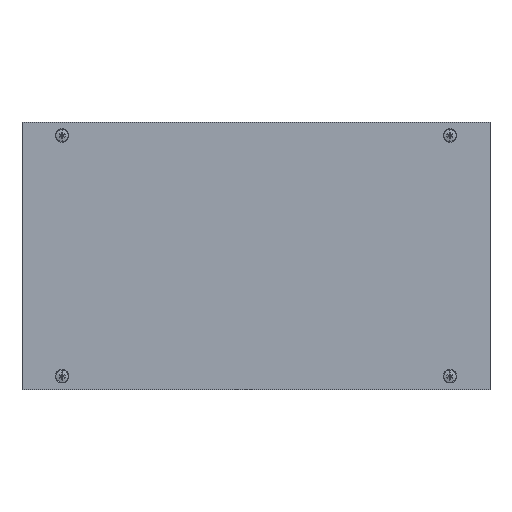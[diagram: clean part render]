
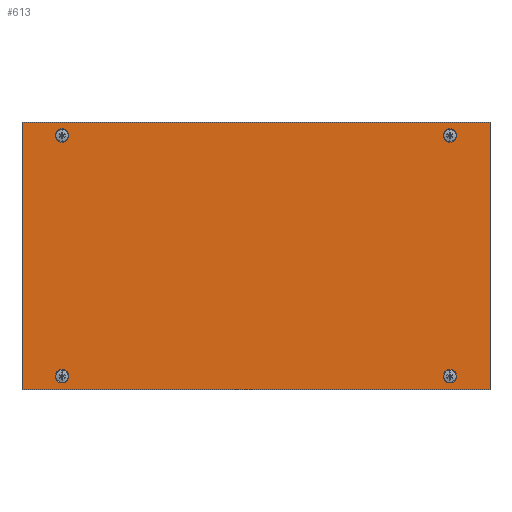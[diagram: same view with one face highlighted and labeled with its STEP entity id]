
A CAD part, top view. The second image highlights one B-rep face of the part: STEP entity #613.
In plain terms, the highlighted planar face has unit normal (0, 0, 1).
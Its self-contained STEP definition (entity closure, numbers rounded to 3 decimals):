
#160 = CARTESIAN_POINT ( 'NONE',  ( 315., 10., 0. ) ) ;
#452 = CARTESIAN_POINT ( 'NONE',  ( 30., 10., 0. ) ) ;
#519 = EDGE_CURVE ( 'NONE', #1499, #10090, #10105, .T. ) ;
#613 = ADVANCED_FACE ( 'NONE', ( #8932, #15325, #1329, #11448, #15393 ), #15481, .F. ) ;
#738 = EDGE_LOOP ( 'NONE', ( #4927, #9947 ) ) ;
#958 = EDGE_CURVE ( 'NONE', #4223, #10604, #12478, .T. ) ;
#1163 = CARTESIAN_POINT ( 'NONE',  ( 30., 190., 0. ) ) ;
#1329 = FACE_BOUND ( 'NONE', #8557, .T. ) ;
#1412 = VERTEX_POINT ( 'NONE', #1416 ) ;
#1416 = CARTESIAN_POINT ( 'NONE',  ( 35., 10., 0. ) ) ;
#1490 = DIRECTION ( 'NONE',  ( 0., 0., 1. ) ) ;
#1499 = VERTEX_POINT ( 'NONE', #5547 ) ;
#1591 = EDGE_LOOP ( 'NONE', ( #4142, #4417 ) ) ;
#1594 = CARTESIAN_POINT ( 'NONE',  ( 320., 190., 0. ) ) ;
#1685 = DIRECTION ( 'NONE',  ( 0., -1., 0. ) ) ;
#1958 = EDGE_CURVE ( 'NONE', #10759, #6153, #8580, .T. ) ;
#2307 = VECTOR ( 'NONE', #5943, 1000. ) ;
#2802 = ORIENTED_EDGE ( 'NONE', *, *, #4232, .T. ) ;
#2826 = CIRCLE ( 'NONE', #10307, 5. ) ;
#3496 = AXIS2_PLACEMENT_3D ( 'NONE', #6674, #11531, #9098 ) ;
#3931 = EDGE_CURVE ( 'NONE', #14978, #1412, #2826, .T. ) ;
#4065 = DIRECTION ( 'NONE',  ( 1., 0., 0. ) ) ;
#4142 = ORIENTED_EDGE ( 'NONE', *, *, #15301, .F. ) ;
#4152 = DIRECTION ( 'NONE',  ( 1., 0., 0. ) ) ;
#4201 = AXIS2_PLACEMENT_3D ( 'NONE', #6981, #4354, #12104 ) ;
#4223 = VERTEX_POINT ( 'NONE', #4334 ) ;
#4232 = EDGE_CURVE ( 'NONE', #10090, #10759, #8032, .T. ) ;
#4259 = CIRCLE ( 'NONE', #12869, 5. ) ;
#4334 = CARTESIAN_POINT ( 'NONE',  ( 35., 190., 0. ) ) ;
#4354 = DIRECTION ( 'NONE',  ( 0., 0., 1. ) ) ;
#4417 = ORIENTED_EDGE ( 'NONE', *, *, #3931, .F. ) ;
#4593 = ORIENTED_EDGE ( 'NONE', *, *, #519, .T. ) ;
#4912 = CARTESIAN_POINT ( 'NONE',  ( 0., 0., 0. ) ) ;
#4927 = ORIENTED_EDGE ( 'NONE', *, *, #7374, .F. ) ;
#5074 = DIRECTION ( 'NONE',  ( 1., 0., 0. ) ) ;
#5296 = CARTESIAN_POINT ( 'NONE',  ( 25., 10., 0. ) ) ;
#5347 = AXIS2_PLACEMENT_3D ( 'NONE', #1594, #11645, #11821 ) ;
#5449 = DIRECTION ( 'NONE',  ( 1., 0., 0. ) ) ;
#5547 = CARTESIAN_POINT ( 'NONE',  ( 350., 200., 0. ) ) ;
#5915 = CARTESIAN_POINT ( 'NONE',  ( 25., 190., 0. ) ) ;
#5941 = VERTEX_POINT ( 'NONE', #9544 ) ;
#5943 = DIRECTION ( 'NONE',  ( 1., 0., 0. ) ) ;
#6050 = CIRCLE ( 'NONE', #13318, 5. ) ;
#6153 = VERTEX_POINT ( 'NONE', #8658 ) ;
#6396 = CARTESIAN_POINT ( 'NONE',  ( 350., 0., 0. ) ) ;
#6425 = CARTESIAN_POINT ( 'NONE',  ( 320., 10., 0. ) ) ;
#6652 = DIRECTION ( 'NONE',  ( 0., 1., 0. ) ) ;
#6674 = CARTESIAN_POINT ( 'NONE',  ( 0., 0., 0. ) ) ;
#6981 = CARTESIAN_POINT ( 'NONE',  ( 320., 190., 0. ) ) ;
#7005 = CARTESIAN_POINT ( 'NONE',  ( 325., 190., 0. ) ) ;
#7275 = CARTESIAN_POINT ( 'NONE',  ( 0., 200., 0. ) ) ;
#7342 = CIRCLE ( 'NONE', #13248, 5. ) ;
#7369 = AXIS2_PLACEMENT_3D ( 'NONE', #8224, #9319, #5449 ) ;
#7374 = EDGE_CURVE ( 'NONE', #14705, #5941, #12613, .T. ) ;
#7543 = EDGE_CURVE ( 'NONE', #8022, #8536, #4259, .T. ) ;
#8022 = VERTEX_POINT ( 'NONE', #15769 ) ;
#8032 = LINE ( 'NONE', #13181, #11017 ) ;
#8043 = CARTESIAN_POINT ( 'NONE',  ( 30., 10., 0. ) ) ;
#8224 = CARTESIAN_POINT ( 'NONE',  ( 30., 190., 0. ) ) ;
#8536 = VERTEX_POINT ( 'NONE', #160 ) ;
#8557 = EDGE_LOOP ( 'NONE', ( #16377, #14446 ) ) ;
#8580 = LINE ( 'NONE', #13633, #2307 ) ;
#8658 = CARTESIAN_POINT ( 'NONE',  ( 350., 0., 0. ) ) ;
#8741 = ORIENTED_EDGE ( 'NONE', *, *, #1958, .T. ) ;
#8844 = CIRCLE ( 'NONE', #15289, 5. ) ;
#8932 = FACE_BOUND ( 'NONE', #12781, .T. ) ;
#9098 = DIRECTION ( 'NONE',  ( -1., 0., 0. ) ) ;
#9319 = DIRECTION ( 'NONE',  ( 0., 0., 1. ) ) ;
#9394 = DIRECTION ( 'NONE',  ( 1., 0., 0. ) ) ;
#9544 = CARTESIAN_POINT ( 'NONE',  ( 315., 190., 0. ) ) ;
#9947 = ORIENTED_EDGE ( 'NONE', *, *, #10356, .F. ) ;
#10090 = VERTEX_POINT ( 'NONE', #12453 ) ;
#10105 = LINE ( 'NONE', #7275, #16119 ) ;
#10307 = AXIS2_PLACEMENT_3D ( 'NONE', #452, #15771, #9394 ) ;
#10356 = EDGE_CURVE ( 'NONE', #5941, #14705, #13884, .T. ) ;
#10519 = CARTESIAN_POINT ( 'NONE',  ( 320., 10., 0. ) ) ;
#10604 = VERTEX_POINT ( 'NONE', #5915 ) ;
#10759 = VERTEX_POINT ( 'NONE', #4912 ) ;
#10861 = VECTOR ( 'NONE', #6652, 1000. ) ;
#11017 = VECTOR ( 'NONE', #1685, 1000. ) ;
#11108 = DIRECTION ( 'NONE',  ( -1., 0., 0. ) ) ;
#11245 = ORIENTED_EDGE ( 'NONE', *, *, #7543, .F. ) ;
#11448 = FACE_BOUND ( 'NONE', #1591, .T. ) ;
#11531 = DIRECTION ( 'NONE',  ( 0., 0., -1. ) ) ;
#11645 = DIRECTION ( 'NONE',  ( 0., 0., 1. ) ) ;
#11821 = DIRECTION ( 'NONE',  ( 1., 0., 0. ) ) ;
#12104 = DIRECTION ( 'NONE',  ( 1., 0., 0. ) ) ;
#12453 = CARTESIAN_POINT ( 'NONE',  ( 0., 200., 0. ) ) ;
#12478 = CIRCLE ( 'NONE', #7369, 5. ) ;
#12569 = EDGE_CURVE ( 'NONE', #8536, #8022, #8844, .T. ) ;
#12613 = CIRCLE ( 'NONE', #5347, 5. ) ;
#12703 = ORIENTED_EDGE ( 'NONE', *, *, #14930, .T. ) ;
#12781 = EDGE_LOOP ( 'NONE', ( #11245, #15762 ) ) ;
#12869 = AXIS2_PLACEMENT_3D ( 'NONE', #6425, #15400, #5074 ) ;
#13181 = CARTESIAN_POINT ( 'NONE',  ( 0., 0., 0. ) ) ;
#13248 = AXIS2_PLACEMENT_3D ( 'NONE', #1163, #1490, #4065 ) ;
#13318 = AXIS2_PLACEMENT_3D ( 'NONE', #8043, #15920, #15845 ) ;
#13516 = EDGE_CURVE ( 'NONE', #10604, #4223, #7342, .T. ) ;
#13633 = CARTESIAN_POINT ( 'NONE',  ( 0., 0., 0. ) ) ;
#13884 = CIRCLE ( 'NONE', #4201, 5. ) ;
#13889 = EDGE_LOOP ( 'NONE', ( #12703, #4593, #2802, #8741 ) ) ;
#14446 = ORIENTED_EDGE ( 'NONE', *, *, #13516, .F. ) ;
#14705 = VERTEX_POINT ( 'NONE', #7005 ) ;
#14930 = EDGE_CURVE ( 'NONE', #6153, #1499, #15544, .T. ) ;
#14978 = VERTEX_POINT ( 'NONE', #5296 ) ;
#15289 = AXIS2_PLACEMENT_3D ( 'NONE', #10519, #15653, #4152 ) ;
#15301 = EDGE_CURVE ( 'NONE', #1412, #14978, #6050, .T. ) ;
#15325 = FACE_BOUND ( 'NONE', #738, .T. ) ;
#15393 = FACE_OUTER_BOUND ( 'NONE', #13889, .T. ) ;
#15400 = DIRECTION ( 'NONE',  ( 0., 0., 1. ) ) ;
#15481 = PLANE ( 'NONE',  #3496 ) ;
#15544 = LINE ( 'NONE', #6396, #10861 ) ;
#15653 = DIRECTION ( 'NONE',  ( 0., 0., 1. ) ) ;
#15762 = ORIENTED_EDGE ( 'NONE', *, *, #12569, .F. ) ;
#15769 = CARTESIAN_POINT ( 'NONE',  ( 325., 10., 0. ) ) ;
#15771 = DIRECTION ( 'NONE',  ( 0., 0., 1. ) ) ;
#15845 = DIRECTION ( 'NONE',  ( 1., 0., 0. ) ) ;
#15920 = DIRECTION ( 'NONE',  ( 0., 0., 1. ) ) ;
#16119 = VECTOR ( 'NONE', #11108, 1000. ) ;
#16377 = ORIENTED_EDGE ( 'NONE', *, *, #958, .F. ) ;
